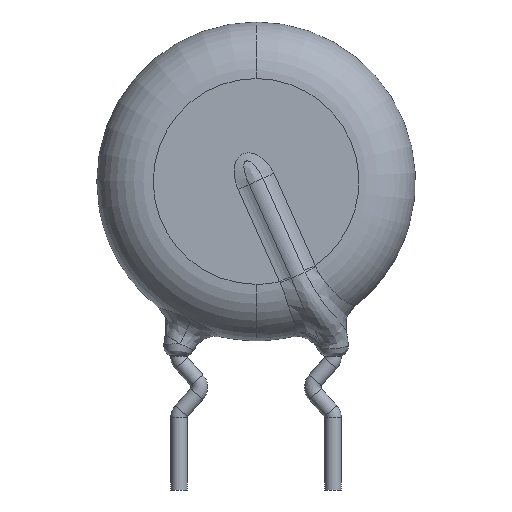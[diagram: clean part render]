
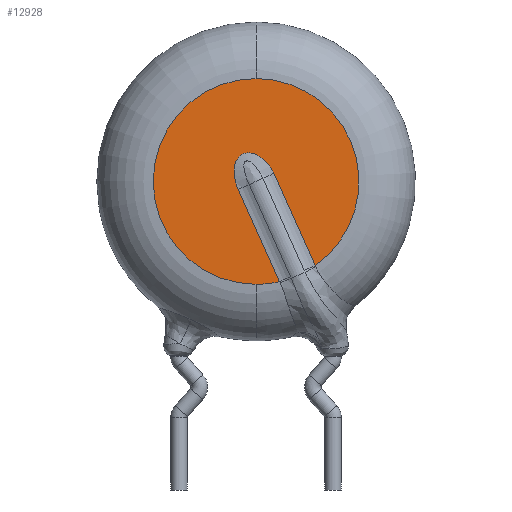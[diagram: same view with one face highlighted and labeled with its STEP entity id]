
A CAD part, front view. The second image highlights one B-rep face of the part: STEP entity #12928.
In plain terms, the highlighted planar face has unit normal (0, -1, 0).
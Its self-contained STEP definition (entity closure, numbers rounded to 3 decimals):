
#241 = DIRECTION ( 'NONE',  ( 0., 1., 0. ) ) ;
#539 = DIRECTION ( 'NONE',  ( 0.409, 0., -0.912 ) ) ;
#553 = VERTEX_POINT ( 'NONE', #12713 ) ;
#571 = ORIENTED_EDGE ( 'NONE', *, *, #10929, .F. ) ;
#636 = VERTEX_POINT ( 'NONE', #6996 ) ;
#829 = CARTESIAN_POINT ( 'NONE',  ( -1.032, -2.75, 9.366 ) ) ;
#832 = ORIENTED_EDGE ( 'NONE', *, *, #4651, .T. ) ;
#1312 = VERTEX_POINT ( 'NONE', #4974 ) ;
#1492 = DIRECTION ( 'NONE',  ( 0., 0., 1. ) ) ;
#1544 = CIRCLE ( 'NONE', #10922, 5. ) ;
#1644 = CARTESIAN_POINT ( 'NONE',  ( 0., -2.75, 13.5 ) ) ;
#1967 = EDGE_CURVE ( 'NONE', #17479, #1312, #1544, .T. ) ;
#2014 = ORIENTED_EDGE ( 'NONE', *, *, #1967, .F. ) ;
#2184 = CARTESIAN_POINT ( 'NONE',  ( -0.223, -2.75, 9.88 ) ) ;
#2317 = DIRECTION ( 'NONE',  ( 0., 0., 1. ) ) ;
#2390 = ORIENTED_EDGE ( 'NONE', *, *, #17682, .T. ) ;
#2536 = CARTESIAN_POINT ( 'NONE',  ( 0., -2.75, 8.5 ) ) ;
#2797 = CIRCLE ( 'NONE', #12193, 5. ) ;
#3061 = CARTESIAN_POINT ( 'NONE',  ( -0.872, -2.75, 8.109 ) ) ;
#3628 = CARTESIAN_POINT ( 'NONE',  ( -0.302, -2.75, 9.891 ) ) ;
#4027 = DIRECTION ( 'NONE',  ( 0., 1., 0. ) ) ;
#4651 = EDGE_CURVE ( 'NONE', #636, #1312, #5328, .T. ) ;
#4706 = B_SPLINE_CURVE_WITH_KNOTS ( 'NONE', 3,
 ( #14108, #16708, #9600, #5335, #6759, #15569, #829, #8267, #7895, #6386, #9691, #3628, #2184, #6667, #12473, #18031, #11142, #12175, #15478, #18305 ),
 .UNSPECIFIED., .F., .F.,
 ( 4, 2, 2, 2, 2, 2, 2, 2, 2, 4 ),
 ( 0., 0., 0.001, 0.001, 0.002, 0.002, 0.002, 0.003, 0.003, 0.004 ),
 .UNSPECIFIED. ) ;
#4974 = CARTESIAN_POINT ( 'NONE',  ( 2.881, -2.75, 4.413 ) ) ;
#5134 = CARTESIAN_POINT ( 'NONE',  ( 0.872, -2.75, 8.891 ) ) ;
#5164 = PLANE ( 'NONE',  #7371 ) ;
#5328 = LINE ( 'NONE', #5134, #17887 ) ;
#5335 = CARTESIAN_POINT ( 'NONE',  ( -1.057, -2.75, 8.721 ) ) ;
#5378 = EDGE_LOOP ( 'NONE', ( #16918, #832, #2014, #6008, #571, #2390 ) ) ;
#5814 = DIRECTION ( 'NONE',  ( -0.409, 0., 0.912 ) ) ;
#6008 = ORIENTED_EDGE ( 'NONE', *, *, #11517, .F. ) ;
#6075 = CARTESIAN_POINT ( 'NONE',  ( 0., -2.75, 8.5 ) ) ;
#6386 = CARTESIAN_POINT ( 'NONE',  ( -0.545, -2.75, 9.872 ) ) ;
#6667 = CARTESIAN_POINT ( 'NONE',  ( 0.013, -2.75, 9.817 ) ) ;
#6759 = CARTESIAN_POINT ( 'NONE',  ( -1.075, -2.75, 8.883 ) ) ;
#6996 = CARTESIAN_POINT ( 'NONE',  ( 0.872, -2.75, 8.891 ) ) ;
#7371 = AXIS2_PLACEMENT_3D ( 'NONE', #15300, #15401, #2317 ) ;
#7895 = CARTESIAN_POINT ( 'NONE',  ( -0.771, -2.75, 9.779 ) ) ;
#8199 = FACE_OUTER_BOUND ( 'NONE', #5378, .T. ) ;
#8267 = CARTESIAN_POINT ( 'NONE',  ( -0.888, -2.75, 9.657 ) ) ;
#8329 = DIRECTION ( 'NONE',  ( 0., 0., 1. ) ) ;
#9176 = CIRCLE ( 'NONE', #16497, 5. ) ;
#9600 = CARTESIAN_POINT ( 'NONE',  ( -0.988, -2.75, 8.408 ) ) ;
#9654 = DIRECTION ( 'NONE',  ( 0., 1., 0. ) ) ;
#9691 = CARTESIAN_POINT ( 'NONE',  ( -0.464, -2.75, 9.888 ) ) ;
#10897 = CARTESIAN_POINT ( 'NONE',  ( -0.872, -2.75, 8.109 ) ) ;
#10922 = AXIS2_PLACEMENT_3D ( 'NONE', #6075, #241, #1492 ) ;
#10929 = EDGE_CURVE ( 'NONE', #15282, #553, #9176, .T. ) ;
#11142 = CARTESIAN_POINT ( 'NONE',  ( 0.525, -2.75, 9.432 ) ) ;
#11517 = EDGE_CURVE ( 'NONE', #553, #17479, #2797, .T. ) ;
#12175 = CARTESIAN_POINT ( 'NONE',  ( 0.723, -2.75, 9.176 ) ) ;
#12193 = AXIS2_PLACEMENT_3D ( 'NONE', #17093, #4027, #18722 ) ;
#12473 = CARTESIAN_POINT ( 'NONE',  ( 0.156, -2.75, 9.739 ) ) ;
#12713 = CARTESIAN_POINT ( 'NONE',  ( 0., -2.75, 3.5 ) ) ;
#12928 = ADVANCED_FACE ( 'NONE', ( #8199 ), #5164, .F. ) ;
#13164 = EDGE_CURVE ( 'NONE', #14036, #636, #4706, .T. ) ;
#14036 = VERTEX_POINT ( 'NONE', #10897 ) ;
#14108 = CARTESIAN_POINT ( 'NONE',  ( -0.872, -2.75, 8.109 ) ) ;
#15282 = VERTEX_POINT ( 'NONE', #18735 ) ;
#15300 = CARTESIAN_POINT ( 'NONE',  ( 0., -2.75, 8.5 ) ) ;
#15401 = DIRECTION ( 'NONE',  ( 0., 1., 0. ) ) ;
#15478 = CARTESIAN_POINT ( 'NONE',  ( 0.805, -2.75, 9.039 ) ) ;
#15569 = CARTESIAN_POINT ( 'NONE',  ( -1.063, -2.75, 9.204 ) ) ;
#16497 = AXIS2_PLACEMENT_3D ( 'NONE', #2536, #9654, #8329 ) ;
#16708 = CARTESIAN_POINT ( 'NONE',  ( -0.938, -2.75, 8.256 ) ) ;
#16918 = ORIENTED_EDGE ( 'NONE', *, *, #13164, .T. ) ;
#17093 = CARTESIAN_POINT ( 'NONE',  ( 0., -2.75, 8.5 ) ) ;
#17479 = VERTEX_POINT ( 'NONE', #1644 ) ;
#17520 = VECTOR ( 'NONE', #5814, 1000. ) ;
#17682 = EDGE_CURVE ( 'NONE', #15282, #14036, #18827, .T. ) ;
#17887 = VECTOR ( 'NONE', #539, 1000. ) ;
#18031 = CARTESIAN_POINT ( 'NONE',  ( 0.413, -2.75, 9.546 ) ) ;
#18305 = CARTESIAN_POINT ( 'NONE',  ( 0.872, -2.75, 8.891 ) ) ;
#18722 = DIRECTION ( 'NONE',  ( 0., 0., 1. ) ) ;
#18735 = CARTESIAN_POINT ( 'NONE',  ( 1.138, -2.75, 3.631 ) ) ;
#18827 = LINE ( 'NONE', #3061, #17520 ) ;
